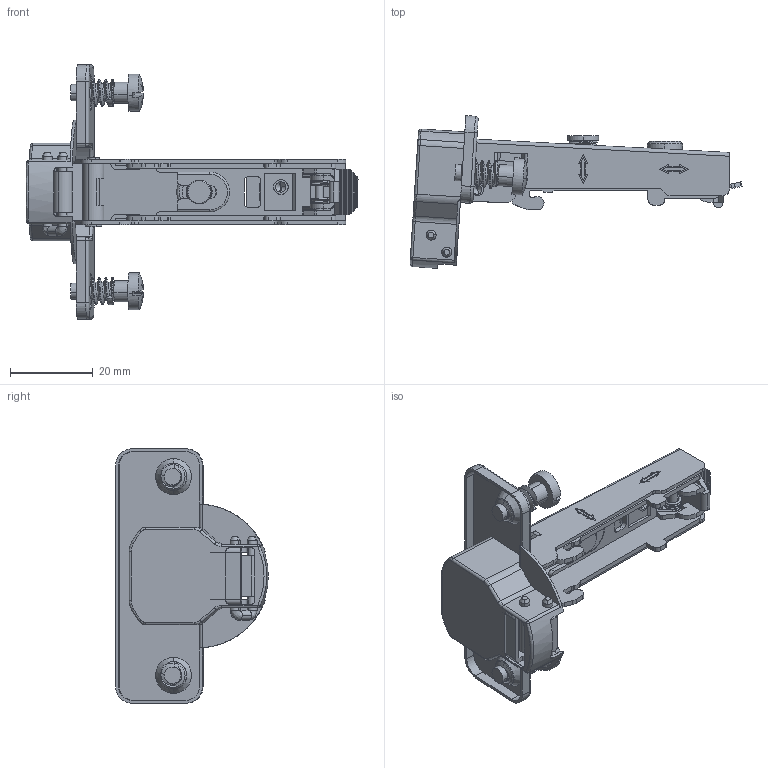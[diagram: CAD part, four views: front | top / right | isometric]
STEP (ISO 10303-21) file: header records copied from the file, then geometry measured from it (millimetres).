
FILE_DESCRIPTION (( 'STEP AP214' ), '1' );
FILE_NAME ('F003496-CLOSED_3D.step', '2022-06-06T13:00:13', ( '' ), ( '' ), 'SwSTEP 2.0', 'SolidWorks 2020', '' );
FILE_SCHEMA (( 'AUTOMOTIVE_DESIGN' ));
Length unit declared in the file: millimetre
Products named in the file (16): C03瞳豝-NC40; a19-htt-1-NC40; A19聾銅-1-NC40; md29-178-1-NC40; c30-b2-2-NC40; 尕隊2.13.8-1-NC40; H14圉埴芛韁粔蹟佪-1-NC40; md29-186-1-NC40; a19-mb-2-NC40; 覃誹蹟佪-1-NC40; F003496-CLOSED_3D; a19-06b-NC40; C31A48-1-NC40; 邧渀-1-NC40; pxt4-1-NC40; F000058,F000063-CLOSED_3D
Assembly tree (16 placements, depth 3):
  F003496-CLOSED_3D
    F000058,F000063-CLOSED_3D
      a19-06b-NC40
      a19-htt-1-NC40
      a19-mb-2-NC40
      c30-b2-2-NC40
      md29-186-1-NC40
      pxt4-1-NC40
      邧渀-1-NC40
      C31A48-1-NC40
      覃誹蹟佪-1-NC40
      md29-178-1-NC40
      A19聾銅-1-NC40
      尕隊2.13.8-1-NC40
      C03瞳豝-NC40
    H14圉埴芛韁粔蹟佪-1-NC40  x2
Bounding box: 80.25 x 36.89 x 61.5 mm (x, y, z)
Volume: 8989.1 mm3; surface area: 20087.6 mm2
Topology: 15 solids, 15 shells, 1109 faces, 2957 edges, 1897 vertices
Faces by surface type: plane 563, cylinder 407, bspline 87, cone 51, torus 1
Entity records: 39312 total; most frequent: CARTESIAN_POINT 13289, ORIENTED_EDGE 5484, DIRECTION 5131, EDGE_CURVE 2742, VERTEX_POINT 1765, AXIS2_PLACEMENT_3D 1718, LINE 1695, VECTOR 1695
